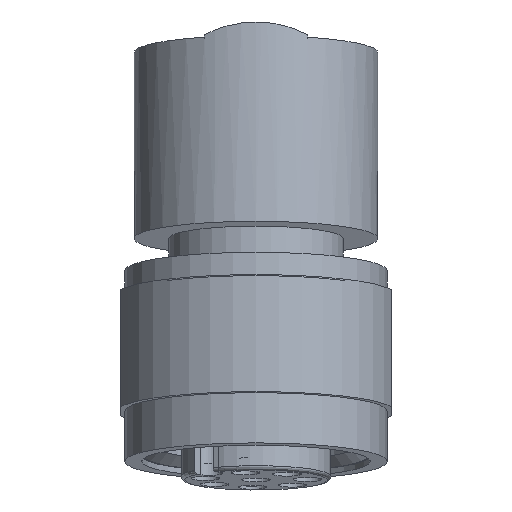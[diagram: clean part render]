
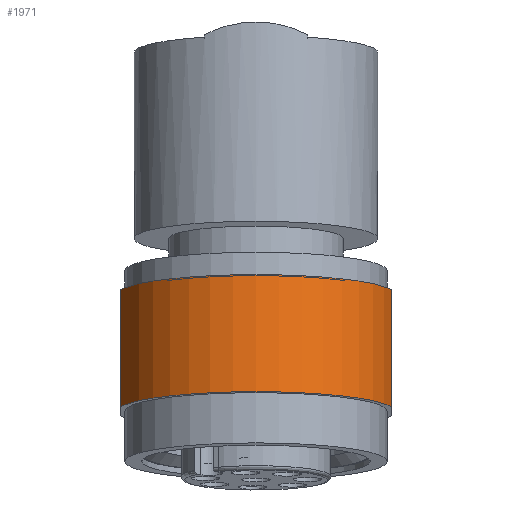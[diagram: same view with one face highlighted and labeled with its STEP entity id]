
A CAD part, top view. The second image highlights one B-rep face of the part: STEP entity #1971.
In plain terms, the highlighted cylindrical face has radius 7.4 mm (diameter 14.8 mm), a partial arc.
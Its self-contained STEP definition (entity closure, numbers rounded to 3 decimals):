
#112=LINE('',#2944,#174);
#113=LINE('',#2945,#175);
#174=VECTOR('',#2427,1000.);
#175=VECTOR('',#2428,1000.);
#265=CIRCLE('',#2122,7.4);
#266=CIRCLE('',#2124,7.4);
#461=ORIENTED_EDGE('',*,*,#740,.F.);
#462=ORIENTED_EDGE('',*,*,#741,.T.);
#463=ORIENTED_EDGE('',*,*,#737,.T.);
#464=ORIENTED_EDGE('',*,*,#742,.T.);
#737=EDGE_CURVE('',#888,#889,#265,.T.);
#740=EDGE_CURVE('',#890,#891,#266,.T.);
#741=EDGE_CURVE('',#890,#888,#112,.F.);
#742=EDGE_CURVE('',#889,#891,#113,.T.);
#888=VERTEX_POINT('',#2936);
#889=VERTEX_POINT('',#2937);
#890=VERTEX_POINT('',#2942);
#891=VERTEX_POINT('',#2943);
#1003=EDGE_LOOP('',(#461,#462,#463,#464));
#1150=FACE_BOUND('',#1003,.T.);
#1249=CYLINDRICAL_SURFACE('',#2123,7.4);
#1971=ADVANCED_FACE('',(#1150),#1249,.T.);
#2122=AXIS2_PLACEMENT_3D('',#2935,#2419,#2420);
#2123=AXIS2_PLACEMENT_3D('',#2940,#2423,#2424);
#2124=AXIS2_PLACEMENT_3D('',#2941,#2425,#2426);
#2419=DIRECTION('',(0.,0.99,-0.139));
#2420=DIRECTION('',(0.,0.139,0.99));
#2423=DIRECTION('',(0.,0.99,-0.139));
#2424=DIRECTION('',(0.,0.139,0.99));
#2425=DIRECTION('',(0.,0.99,-0.139));
#2426=DIRECTION('',(0.,0.139,0.99));
#2427=DIRECTION('',(0.,0.99,-0.139));
#2428=DIRECTION('',(0.,0.99,-0.139));
#2935=CARTESIAN_POINT('',(0.,-14.837,28.886));
#2936=CARTESIAN_POINT('',(-7.2,-14.599,30.578));
#2937=CARTESIAN_POINT('',(7.2,-14.599,30.578));
#2940=CARTESIAN_POINT('',(0.,4.275,26.2));
#2941=CARTESIAN_POINT('',(0.,-8.598,28.009));
#2942=CARTESIAN_POINT('',(-7.2,-8.361,29.701));
#2943=CARTESIAN_POINT('',(7.2,-8.361,29.701));
#2944=CARTESIAN_POINT('',(-7.2,4.513,27.892));
#2945=CARTESIAN_POINT('',(7.2,4.513,27.892));
